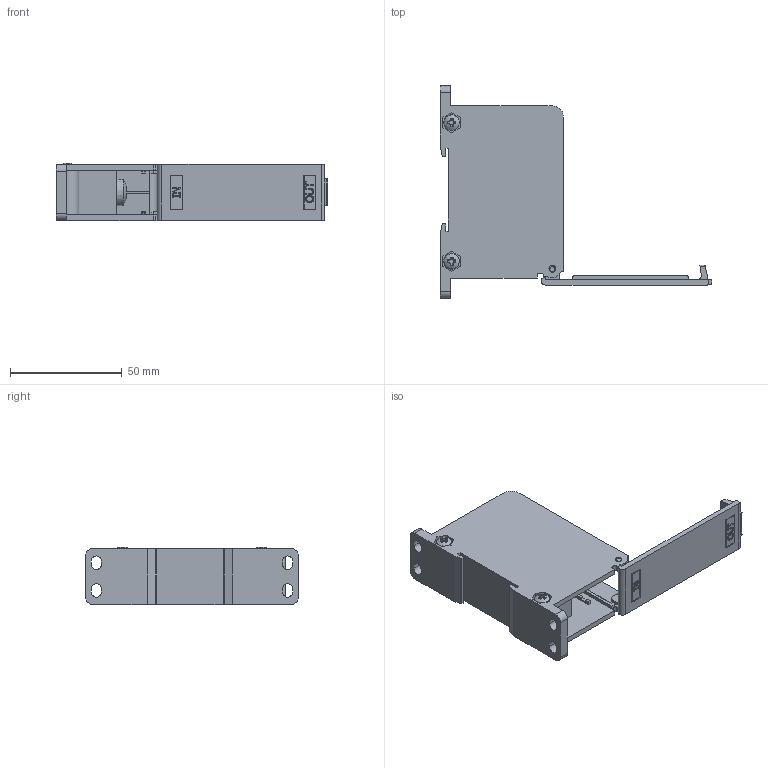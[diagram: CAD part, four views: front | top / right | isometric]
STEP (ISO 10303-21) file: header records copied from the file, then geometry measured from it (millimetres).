
FILE_DESCRIPTION(/* description */ (''),/* implementation_level */ '2;1');
FILE_NAME(/* name */ '',/* time_stamp */ '2025-11-04T11:33:13+09:00',/* author */ ('7890'),/* organization */ (''),/* preprocessor_version */ 'ST-DEVELOPER v20.1',/* originating_system */ 'Autodesk Inventor 2026',/* authorisation */ '');
FILE_SCHEMA (('AUTOMOTIVE_DESIGN { 1 0 10303 214 3 1 1 }'));
Length unit declared in the file: millimetre
Products named in the file (6): PD-100-6P 조립품; PD-100-6P; DIN 7985 (H) - M4x8-H; DIN 7985 (H) - M6x12-H; DIN 7985 (H) - M3.5x20-H; PD-100-6P 커버
Assembly tree (11 placements, depth 2):
  PD-100-6P 조립품
    PD-100-6P
    DIN 7985 (H) - M4x8-H  x6
    DIN 7985 (H) - M6x12-H
    DIN 7985 (H) - M3.5x20-H  x2
    PD-100-6P 커버
Bounding box: 121.15 x 95 x 25.88 mm (x, y, z)
Volume: 66219.7 mm3; surface area: 30362.8 mm2
Topology: 11 solids, 11 shells, 928 faces, 2499 edges, 1645 vertices
Faces by surface type: plane 511, cone 135, cylinder 132, bspline 120, sphere 21, torus 9
Full cylindrical faces by diameter (mm): 2.4 x2, 3 x2, 3.2 x2, 3.5 x2, 3.65 x6, 4 x6, 4.2 x8, 5.5 x1, 6 x1, 6.2 x1
Entity records: 22689 total; most frequent: CARTESIAN_POINT 5527, ORIENTED_EDGE 3750, DIRECTION 3146, EDGE_CURVE 1875, VERTEX_POINT 1231, LINE 1198, VECTOR 1198, AXIS2_PLACEMENT_3D 974
